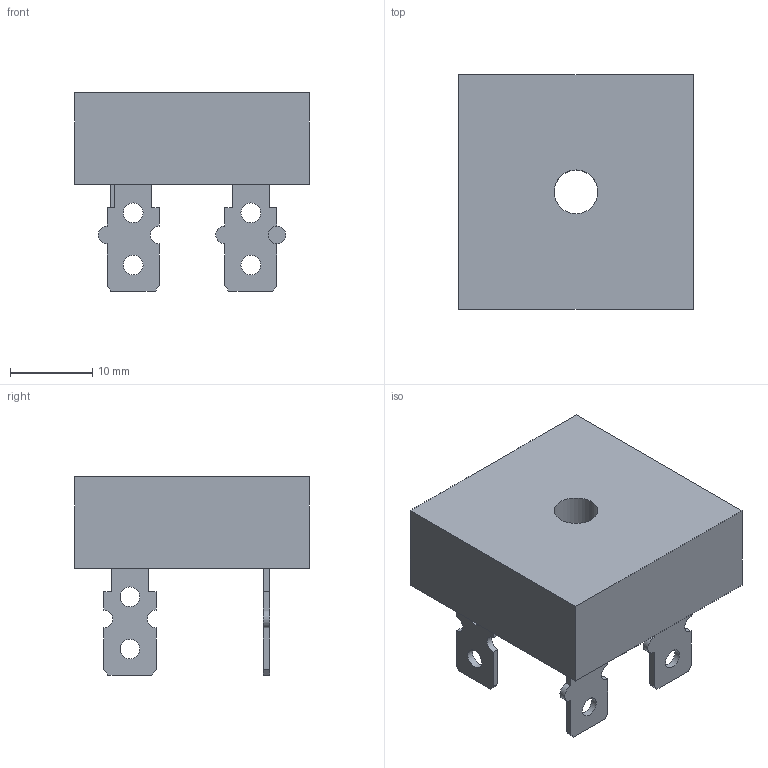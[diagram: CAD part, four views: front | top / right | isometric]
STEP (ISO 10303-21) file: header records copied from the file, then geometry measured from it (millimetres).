
FILE_DESCRIPTION(('FreeCAD Model'),'2;1');
FILE_NAME('Open CASCADE Shape Model','2021-08-19T01:44:50',( 'kicad StepUp'),('ksu MCAD'),'Open CASCADE STEP processor 7.5', 'FreeCAD','Unknown');
FILE_SCHEMA(('AUTOMOTIVE_DESIGN { 1 0 10303 214 1 1 1 1 }'));
Length unit declared in the file: millimetre
Products named in the file (1): Diode_Bridge_GeneSiC_KBPC_T
Bounding box: 28.55 x 28.55 x 24.1 mm (x, y, z)
Volume: 8357.5 mm3; surface area: 3893.9 mm2
Topology: 1 solids, 1 shells, 82 faces, 222 edges, 148 vertices
Faces by surface type: plane 64, cylinder 18
Full cylindrical faces by diameter (mm): 2.4 x8, 5.335 x1, 6.335 x1
Entity records: 3197 total; most frequent: CARTESIAN_POINT 453, ORIENTED_EDGE 444, DIRECTION 424, EDGE_CURVE 222, LINE 186, VECTOR 186, VERTEX_POINT 148, AXIS2_PLACEMENT_3D 119
